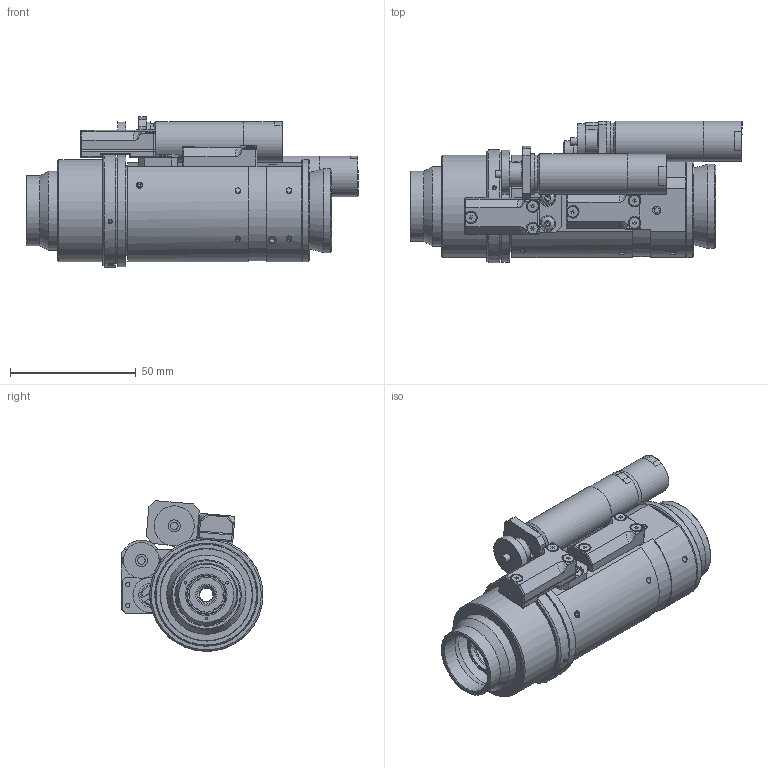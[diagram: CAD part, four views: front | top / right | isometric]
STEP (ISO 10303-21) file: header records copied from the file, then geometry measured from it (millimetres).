
FILE_DESCRIPTION((''),'2;1');
FILE_NAME('62310_0.stp','2007-01-30T16:14:30',('PODLENA'),(''),'Autodesk Inventor 11','Autodesk Inventor 11','');
FILE_SCHEMA(('AUTOMOTIVE_DESIGN { 1 0 10303 214 1 1 1 1 }'));
Length unit declared in the file: inch
Products named in the file (66): 62310.iam (LevelofDetail1); 6297; 6296; 7036; 7015; 60064; 62327; 62328; 7448; 7449; 60136M; 6226; 5402; 7008; 60561; 60138; 60562; 60449-R; 62514-12mm; 60404; 62321; 6005-12mmFF; 60691; 60697; 60692; 60693; 60694; 60695; 60757; 60703; 60700; 60702; 60696; 60704; 60705; 60699; 62322; 62330; 62325; 60403-R ...
Assembly tree (95 placements, depth 5):
  62310.iam (LevelofDetail1)
    6297
    6296
    7036  x4
    7015  x2
    60064
    62327  x2
    62328
    7448  x2
    7449  x4
    60136M
      6226
      5402
      7008
      60561
      60138
      60562
      60449-R
    62514-12mm
      60404
      62321
      6005-12mmFF
        60691
        60697  x2
        60692
        60693
        60694
        60695
        60757
          60703
          60700
          60702
        60696
        60704
        60705  x2
        60699
      62322
        62330
        62325  x2
        60403-R
      60398
      7036  x3
      7040  x4
      7004  x3
      7108  x3
      60399-R
      60400
      7183
    62329
    7273  x2
    62513
      62325  x2
      62323
      7007  x3
    62569
      60369
      62326
        62326-1
        DN6848S  x2
        ECS-T1CY105R
Bounding box: 131.83 x 56.32 x 59.82 mm (x, y, z)
Volume: 122348.4 mm3; surface area: 120578.9 mm2
Topology: 89 solids, 89 shells, 2840 faces, 7171 edges, 4693 vertices
Faces by surface type: plane 1630, cylinder 521, bspline 499, cone 163, sphere 23, torus 4
Full cylindrical faces by diameter (mm): 1.628 x2, 1.702 x1, 2.159 x7, 2.184 x32, 2.54 x1, 2.845 x17, 2.997 x4, 3.16 x2, 3.302 x3, 3.556 x9, 3.785 x1, 4.166 x4, 4.267 x6, 4.75 x2, 4.757 x3, 4.78 x2, 5.309 x1, 5.537 x1, 5.791 x1, 6.299 x1, 6.807 x1, 6.985 x2, 7.01 x1, 7.823 x1, 7.938 x1, 8.407 x2, 8.738 x1, 9.525 x5, 9.601 x1, 10.109 x2
Entity records: 58790 total; most frequent: CARTESIAN_POINT 18840, ORIENTED_EDGE 7614, DIRECTION 7391, EDGE_CURVE 3807, VERTEX_POINT 2720, AXIS2_PLACEMENT_3D 2685, EDGE_LOOP 2453, VECTOR 2021
